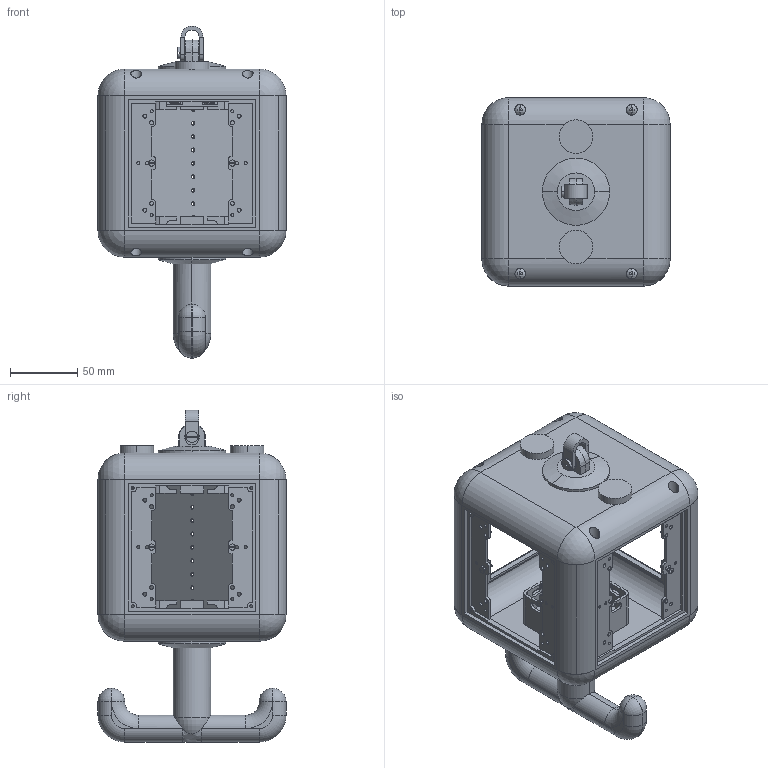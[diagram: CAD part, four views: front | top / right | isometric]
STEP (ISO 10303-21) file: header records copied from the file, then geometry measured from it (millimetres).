
FILE_DESCRIPTION (( 'STEP AP214' ), '1' );
FILE_NAME ('6109800.stp', '2019-08-22T07:02:46', ( '' ), ( '' ), 'SwSTEP 2.0', 'SolidWorks 2018', '' );
FILE_SCHEMA (( 'AUTOMOTIVE_DESIGN' ));
Length unit declared in the file: millimetre
Products named in the file (19): P_53013AA_1_Standard; P_35104430_1_Standard; P_39440646_1_Standard; P_34708_1; 52413WM; 56741; P_39406494_4_Standard; 42440; 35104321_Standard; P_39406494_2_Standard; 34951 A_Standard; P_42403C_1_Standard; P_43330A_1; P_43331A6_1; 6109800; 40066A_Standard; P_42404A_1; P_39440650_1_Standard; P_01336_1_Standard
Assembly tree (39 placements, depth 3):
  6109800
    P_39440646_1_Standard
    P_39440650_1_Standard
    P_43331A6_1  x2
    P_43330A_1  x2
    42440  x2
    P_42403C_1_Standard
    P_34708_1  x2
    35104321_Standard  x8
    P_01336_1_Standard  x2
    P_53013AA_1_Standard  x8
    40066A_Standard  x2
      P_39406494_4_Standard
      P_35104430_1_Standard
      P_39406494_2_Standard
    52413WM
    P_42404A_1
    56741
    34951 A_Standard
Bounding box: 140 x 140 x 247 mm (x, y, z)
Volume: 382007.7 mm3; surface area: 301670.2 mm2
Topology: 41 solids, 41 shells, 1662 faces, 4381 edges, 2837 vertices
Faces by surface type: plane 790, cylinder 634, torus 126, cone 60, sphere 26, bspline 26
Entity records: 31599 total; most frequent: CARTESIAN_POINT 6680, DIRECTION 5227, ORIENTED_EDGE 4908, EDGE_CURVE 2454, AXIS2_PLACEMENT_3D 1918, VERTEX_POINT 1603, LINE 1391, VECTOR 1391
